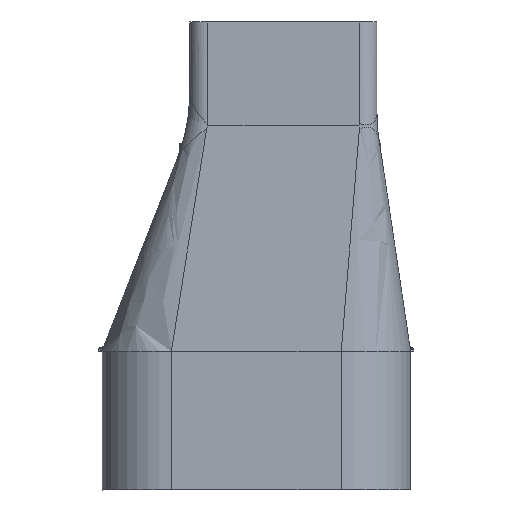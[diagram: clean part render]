
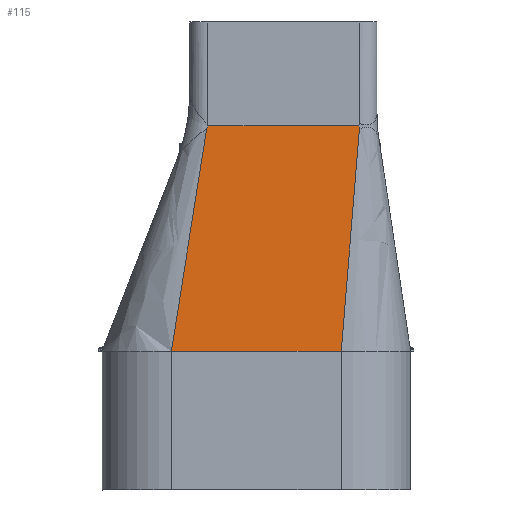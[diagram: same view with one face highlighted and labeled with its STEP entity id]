
A CAD part, left-side view. The second image highlights one B-rep face of the part: STEP entity #115.
In plain terms, the highlighted planar face has unit normal (-1, 0, 0.03).
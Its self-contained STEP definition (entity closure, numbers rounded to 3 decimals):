
#115=ADVANCED_FACE('',(#301),#302,.T.);
#301=FACE_OUTER_BOUND('',#5991,.T.);
#302=PLANE('',#5992);
#5991=EDGE_LOOP('',(#9863,#9864,#9865,#9866,#9867,#9868));
#5992=AXIS2_PLACEMENT_3D('',#9869,#9870,#9871);
#9863=ORIENTED_EDGE('',*,*,#10447,.F.);
#9864=ORIENTED_EDGE('',*,*,#10459,.T.);
#9865=ORIENTED_EDGE('',*,*,#10460,.F.);
#9866=ORIENTED_EDGE('',*,*,#10461,.F.);
#9867=ORIENTED_EDGE('',*,*,#10462,.T.);
#9868=ORIENTED_EDGE('',*,*,#10463,.T.);
#9869=CARTESIAN_POINT('',(-110.352,-3.963,32.5));
#9870=DIRECTION('',(-1.,0.,0.03));
#9871=DIRECTION('',(0.03,0.,1.));
#10447=EDGE_CURVE('',#10866,#10867,#10868,.T.);
#10459=EDGE_CURVE('',#10866,#10886,#10887,.T.);
#10460=EDGE_CURVE('',#10888,#10886,#10889,.T.);
#10461=EDGE_CURVE('',#10890,#10888,#10891,.T.);
#10462=EDGE_CURVE('',#10890,#10892,#10893,.T.);
#10463=EDGE_CURVE('',#10892,#10867,#10894,.T.);
#10866=VERTEX_POINT('',#12019);
#10867=VERTEX_POINT('',#12020);
#10868=B_SPLINE_CURVE_WITH_KNOTS('',3,(#12021,#12022,#12023,#12024,#12025,#12026,#12027,#12028),.UNSPECIFIED.,.F.,.F.,(4,2,2,4),(0.0,0.215,1.819,1.825),.UNSPECIFIED.);
#10886=VERTEX_POINT('',#12147);
#10887=LINE('',#12148,#12149);
#10888=VERTEX_POINT('',#12150);
#10889=B_SPLINE_CURVE_WITH_KNOTS('',3,(#12151,#12152,#12153,#12154,#12155,#12156,#12157,#12158),.UNSPECIFIED.,.F.,.F.,(4,2,2,4),(-0.01,0.0,0.803,1.303),.UNSPECIFIED.);
#10890=VERTEX_POINT('',#12159);
#10891=LINE('',#12160,#12161);
#10892=VERTEX_POINT('',#12162);
#10893=LINE('',#12163,#12164);
#10894=LINE('',#12165,#12166);
#12019=CARTESIAN_POINT('',(-109.372,-29.599,65.0));
#12020=CARTESIAN_POINT('',(-109.395,-29.811,64.248));
#12021=CARTESIAN_POINT('',(-109.342,-29.322,66.006));
#12022=CARTESIAN_POINT('',(-109.344,-29.341,65.937));
#12023=CARTESIAN_POINT('',(-109.346,-29.36,65.868));
#12024=CARTESIAN_POINT('',(-109.364,-29.52,65.283));
#12025=CARTESIAN_POINT('',(-109.379,-29.663,64.769));
#12026=CARTESIAN_POINT('',(-109.395,-29.81,64.252));
#12027=CARTESIAN_POINT('',(-109.395,-29.81,64.25));
#12028=CARTESIAN_POINT('',(-109.395,-29.811,64.248));
#12147=CARTESIAN_POINT('',(-109.372,13.941,65.0));
#12148=CARTESIAN_POINT('',(-109.372,-29.872,65.0));
#12149=VECTOR('',#12847,1.0);
#12150=CARTESIAN_POINT('',(-109.395,14.247,64.251));
#12151=CARTESIAN_POINT('',(-109.395,14.247,64.251));
#12152=CARTESIAN_POINT('',(-109.395,14.245,64.254));
#12153=CARTESIAN_POINT('',(-109.395,14.244,64.257));
#12154=CARTESIAN_POINT('',(-109.387,14.141,64.508));
#12155=CARTESIAN_POINT('',(-109.38,14.04,64.755));
#12156=CARTESIAN_POINT('',(-109.367,13.877,65.158));
#12157=CARTESIAN_POINT('',(-109.363,13.815,65.313));
#12158=CARTESIAN_POINT('',(-109.358,13.753,65.468));
#12159=CARTESIAN_POINT('',(-111.331,24.447,-0.001));
#12160=CARTESIAN_POINT('',(-111.331,24.447,-0.001));
#12161=VECTOR('',#12848,65.844);
#12162=CARTESIAN_POINT('',(-111.331,-24.553,-0.001));
#12163=CARTESIAN_POINT('',(-111.331,24.447,-0.001));
#12164=VECTOR('',#12849,1.0);
#12165=CARTESIAN_POINT('',(-111.331,-24.553,-0.001));
#12166=VECTOR('',#12850,65.247);
#12847=DIRECTION('',(0.,1.0,0.));
#12848=DIRECTION('',(0.03,-0.157,0.987));
#12849=DIRECTION('',(0.,-1.0,0.));
#12850=DIRECTION('',(0.03,-0.082,0.996));
